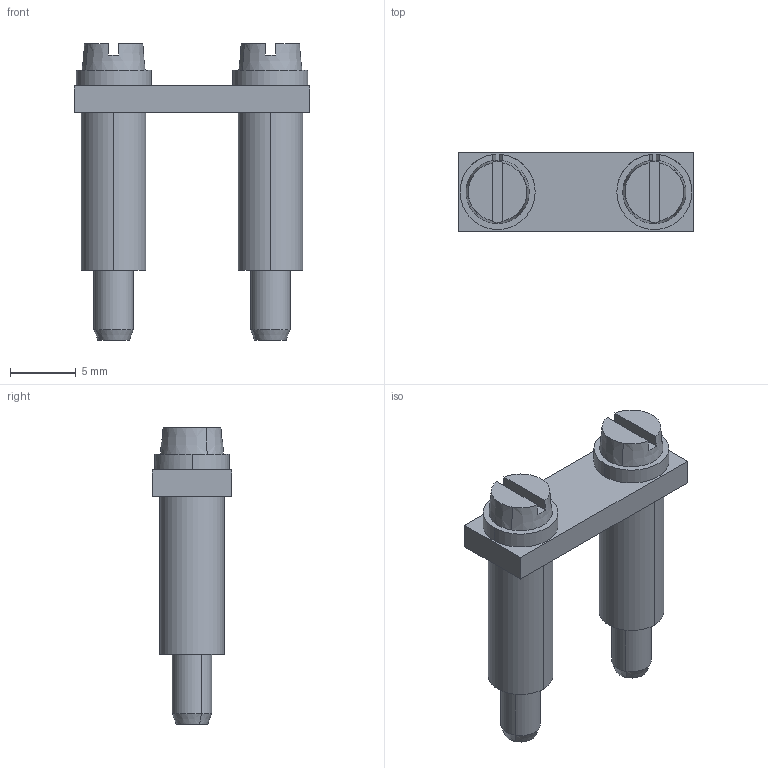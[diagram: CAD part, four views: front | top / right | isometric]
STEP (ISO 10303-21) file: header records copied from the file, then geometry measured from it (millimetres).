
FILE_DESCRIPTION(('CATIA V5 STEP Exchange','CAx-IF Rec.Pracs.--- Model Styling and Organization---1.4--- 2014-01-23'),'2;1');
FILE_NAME ('002017-3_0_0457500000_0457500000.stp','2020-12-01T10:51:53+00:00',('none'),('Weidmueller'),'CATIA Version 5-6 Release 2016 SP3 HF44','CATIA V5 STEP AP214','none');
FILE_SCHEMA(('AUTOMOTIVE_DESIGN { 1 0 10303 214 1 1 1 1 }'));
Length unit declared in the file: millimetre
Products named in the file (1): 0457500000
Bounding box: 17.9 x 6 x 22.5 mm (x, y, z)
Volume: 784 mm3; surface area: 1646.6 mm2
Topology: 7 solids, 7 shells, 84 faces, 184 edges, 116 vertices
Faces by surface type: plane 40, cylinder 32, cone 12
Entity records: 2138 total; most frequent: CARTESIAN_POINT 407, ORIENTED_EDGE 368, DIRECTION 284, EDGE_CURVE 184, AXIS2_PLACEMENT_3D 143, VERTEX_POINT 116, EDGE_LOOP 90, VECTOR 84
